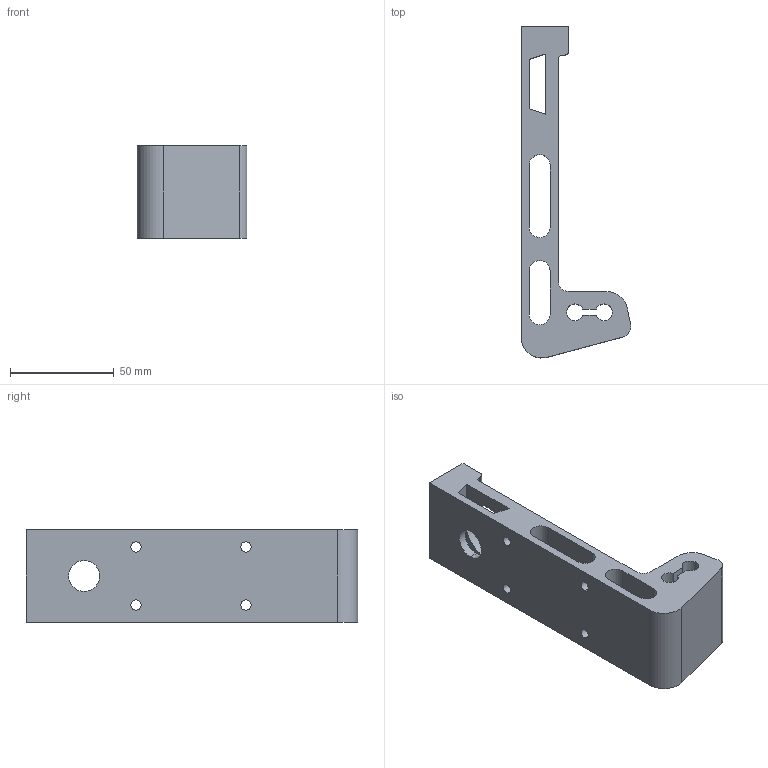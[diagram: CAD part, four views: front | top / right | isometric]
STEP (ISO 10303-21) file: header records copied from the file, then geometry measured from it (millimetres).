
FILE_DESCRIPTION (( 'STEP AP203' ), '1' );
FILE_NAME ('pedal_hanger_inmotion.STEP', '2025-12-26T22:54:38', ( '' ), ( '' ), 'SwSTEP 2.0', 'SolidWorks 2025', '' );
FILE_SCHEMA (( 'CONFIG_CONTROL_DESIGN' ));
Length unit declared in the file: millimetre
Products named in the file (1): pedal_hanger_inmotion
Bounding box: 53 x 159.97 x 44.45 mm (x, y, z)
Volume: 116775.4 mm3; surface area: 36749.2 mm2
Topology: 1 solids, 1 shells, 50 faces, 146 edges, 96 vertices
Faces by surface type: cylinder 26, plane 24
Entity records: 1847 total; most frequent: CARTESIAN_POINT 356, DIRECTION 300, ORIENTED_EDGE 292, EDGE_CURVE 146, AXIS2_PLACEMENT_3D 106, VERTEX_POINT 96, VECTOR 88, LINE 88
